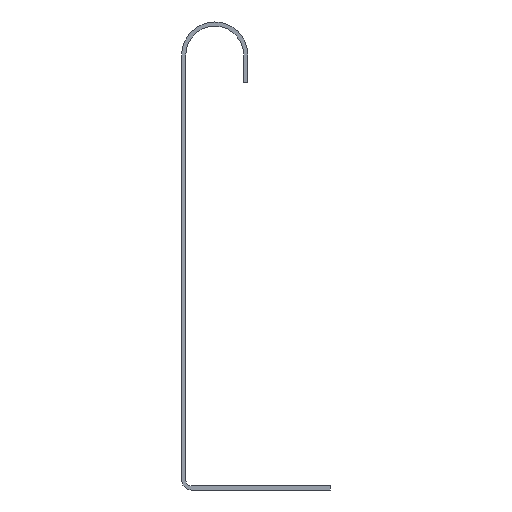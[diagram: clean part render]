
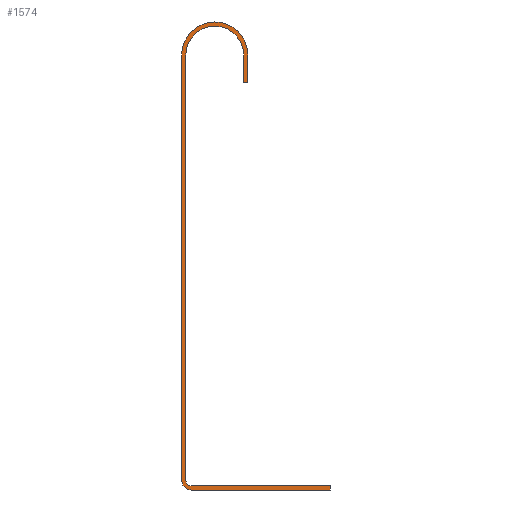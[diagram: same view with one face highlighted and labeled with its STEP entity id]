
A CAD part, front view. The second image highlights one B-rep face of the part: STEP entity #1574.
In plain terms, the highlighted planar face has unit normal (0, -1, 0).
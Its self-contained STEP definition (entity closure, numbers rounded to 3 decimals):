
#9=DIRECTION('',(0.,0.,-1.));
#10=VECTOR('',#9,77.25);
#11=CARTESIAN_POINT('',(0.75,0.,79.));
#12=LINE('',#11,#10);
#325=DIRECTION('',(1.,0.,0.));
#326=VECTOR('',#325,25.25);
#327=CARTESIAN_POINT('',(1.75,0.,0.75));
#328=LINE('',#327,#326);
#409=DIRECTION('',(0.,0.,1.));
#410=VECTOR('',#409,0.75);
#411=CARTESIAN_POINT('',(27.,0.,0.));
#412=LINE('',#411,#410);
#413=DIRECTION('',(1.,0.,0.));
#414=VECTOR('',#413,25.25);
#415=CARTESIAN_POINT('',(1.75,0.,0.));
#416=LINE('',#415,#414);
#417=CARTESIAN_POINT('',(1.75,0.,1.75));
#418=DIRECTION('',(0.,-1.,0.));
#419=DIRECTION('',(-1.,0.,0.));
#420=AXIS2_PLACEMENT_3D('',#417,#418,#419);
#422=DIRECTION('',(0.,0.,-1.));
#423=VECTOR('',#422,77.25);
#424=CARTESIAN_POINT('',(0.,0.,79.));
#425=LINE('',#424,#423);
#426=CARTESIAN_POINT('',(6.,0.,79.));
#427=DIRECTION('',(0.,-1.,0.));
#428=DIRECTION('',(1.,0.,0.));
#429=AXIS2_PLACEMENT_3D('',#426,#427,#428);
#431=DIRECTION('',(0.,0.,1.));
#432=VECTOR('',#431,5.);
#433=CARTESIAN_POINT('',(12.,0.,74.));
#434=LINE('',#433,#432);
#435=DIRECTION('',(1.,0.,0.));
#436=VECTOR('',#435,0.75);
#437=CARTESIAN_POINT('',(11.25,0.,74.));
#438=LINE('',#437,#436);
#439=CARTESIAN_POINT('',(6.,0.,79.));
#440=DIRECTION('',(0.,1.,0.));
#441=DIRECTION('',(-1.,0.,0.));
#442=AXIS2_PLACEMENT_3D('',#439,#440,#441);
#444=CARTESIAN_POINT('',(1.75,0.,1.75));
#445=DIRECTION('',(0.,1.,0.));
#446=DIRECTION('',(0.,0.,-1.));
#447=AXIS2_PLACEMENT_3D('',#444,#445,#446);
#625=DIRECTION('',(0.,0.,1.));
#626=VECTOR('',#625,5.);
#627=CARTESIAN_POINT('',(11.25,0.,74.));
#628=LINE('',#627,#626);
#951=CARTESIAN_POINT('',(0.75,0.,79.));
#952=VERTEX_POINT('',#951);
#953=CARTESIAN_POINT('',(0.75,0.,1.75));
#954=VERTEX_POINT('',#953);
#1025=CARTESIAN_POINT('',(0.,0.,1.75));
#1027=VERTEX_POINT('',#1025);
#1029=CARTESIAN_POINT('',(0.,0.,79.));
#1030=VERTEX_POINT('',#1029);
#1090=CARTESIAN_POINT('',(1.75,0.,0.));
#1092=VERTEX_POINT('',#1090);
#1107=CARTESIAN_POINT('',(11.25,0.,79.));
#1108=VERTEX_POINT('',#1107);
#1109=CARTESIAN_POINT('',(27.,0.,0.));
#1110=VERTEX_POINT('',#1109);
#1159=CARTESIAN_POINT('',(12.,0.,79.));
#1160=VERTEX_POINT('',#1159);
#1161=CARTESIAN_POINT('',(12.,0.,74.));
#1162=VERTEX_POINT('',#1161);
#1163=CARTESIAN_POINT('',(11.25,0.,74.));
#1164=VERTEX_POINT('',#1163);
#1165=CARTESIAN_POINT('',(27.,0.,0.75));
#1166=VERTEX_POINT('',#1165);
#1215=CARTESIAN_POINT('',(1.75,0.,0.75));
#1216=VERTEX_POINT('',#1215);
#1547=CARTESIAN_POINT('',(0.,0.,0.));
#1548=DIRECTION('',(0.,1.,0.));
#1549=DIRECTION('',(-1.,0.,0.));
#1550=AXIS2_PLACEMENT_3D('',#1547,#1548,#1549);
#1551=PLANE('',#1550);
#1552=ORIENTED_EDGE('',*,*,#1464,.F.);
#1553=ORIENTED_EDGE('',*,*,#1386,.F.);
#1555=ORIENTED_EDGE('',*,*,#1554,.F.);
#1557=ORIENTED_EDGE('',*,*,#1556,.F.);
#1559=ORIENTED_EDGE('',*,*,#1558,.F.);
#1561=ORIENTED_EDGE('',*,*,#1560,.F.);
#1563=ORIENTED_EDGE('',*,*,#1562,.F.);
#1565=ORIENTED_EDGE('',*,*,#1564,.T.);
#1567=ORIENTED_EDGE('',*,*,#1566,.F.);
#1568=ORIENTED_EDGE('',*,*,#1244,.T.);
#1570=ORIENTED_EDGE('',*,*,#1569,.F.);
#1571=ORIENTED_EDGE('',*,*,#1476,.T.);
#1572=EDGE_LOOP('',(#1552,#1553,#1555,#1557,#1559,#1561,#1563,#1565,#1567,#1568,
#1570,#1571));
#1573=FACE_OUTER_BOUND('',#1572,.F.);
#1574=ADVANCED_FACE('',(#1573),#1551,.F.);
#421=CIRCLE('',#420,1.75);
#430=CIRCLE('',#429,6.);
#443=CIRCLE('',#442,5.25);
#448=CIRCLE('',#447,1.);
#1244=EDGE_CURVE('',#952,#954,#12,.T.);
#1386=EDGE_CURVE('',#1092,#1110,#416,.T.);
#1464=EDGE_CURVE('',#1110,#1166,#412,.T.);
#1476=EDGE_CURVE('',#1216,#1166,#328,.T.);
#1554=EDGE_CURVE('',#1027,#1092,#421,.T.);
#1556=EDGE_CURVE('',#1030,#1027,#425,.T.);
#1558=EDGE_CURVE('',#1160,#1030,#430,.T.);
#1560=EDGE_CURVE('',#1162,#1160,#434,.T.);
#1562=EDGE_CURVE('',#1164,#1162,#438,.T.);
#1564=EDGE_CURVE('',#1164,#1108,#628,.T.);
#1566=EDGE_CURVE('',#952,#1108,#443,.T.);
#1569=EDGE_CURVE('',#1216,#954,#448,.T.);
